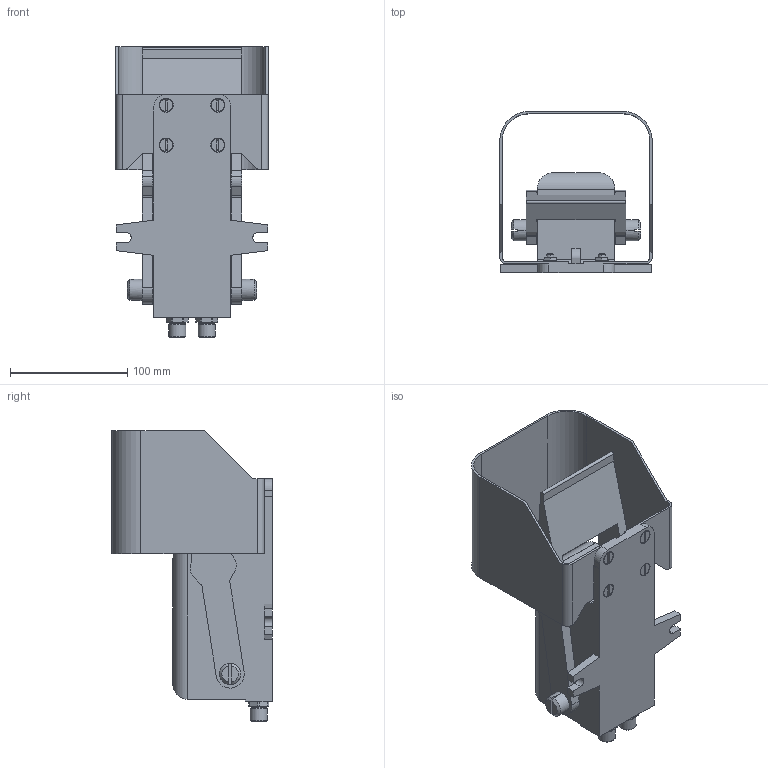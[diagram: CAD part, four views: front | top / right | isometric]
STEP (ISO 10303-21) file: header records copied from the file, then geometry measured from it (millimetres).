
FILE_DESCRIPTION (( 'STEP AP203' ), '1' );
FILE_NAME ('804 419 Fußpedal zu Druckverstärker.STEP', '2014-07-17T13:41:11', ( '' ), ( '' ), 'SwSTEP 2.0', 'SolidWorks 2013', '' );
FILE_SCHEMA (( 'CONFIG_CONTROL_DESIGN' ));
Length unit declared in the file: millimetre
Products named in the file (1): 804 419 Fußpedal zu Druckverstärker
Bounding box: 130 x 137 x 248 mm (x, y, z)
Volume: 993470.5 mm3; surface area: 185541.6 mm2
Topology: 1 solids, 5 shells, 561 faces, 1423 edges, 898 vertices
Faces by surface type: plane 293, cylinder 168, cone 92, bspline 4, torus 4
Full cylindrical faces by diameter (mm): 4 x2, 6.4 x4, 8 x2, 12.9 x2, 13 x2, 14.5 x2, 15.6 x2
Entity records: 16848 total; most frequent: CARTESIAN_POINT 3303, DIRECTION 2877, ORIENTED_EDGE 2750, EDGE_CURVE 1375, AXIS2_PLACEMENT_3D 1068, VERTEX_POINT 886, VECTOR 741, LINE 741
